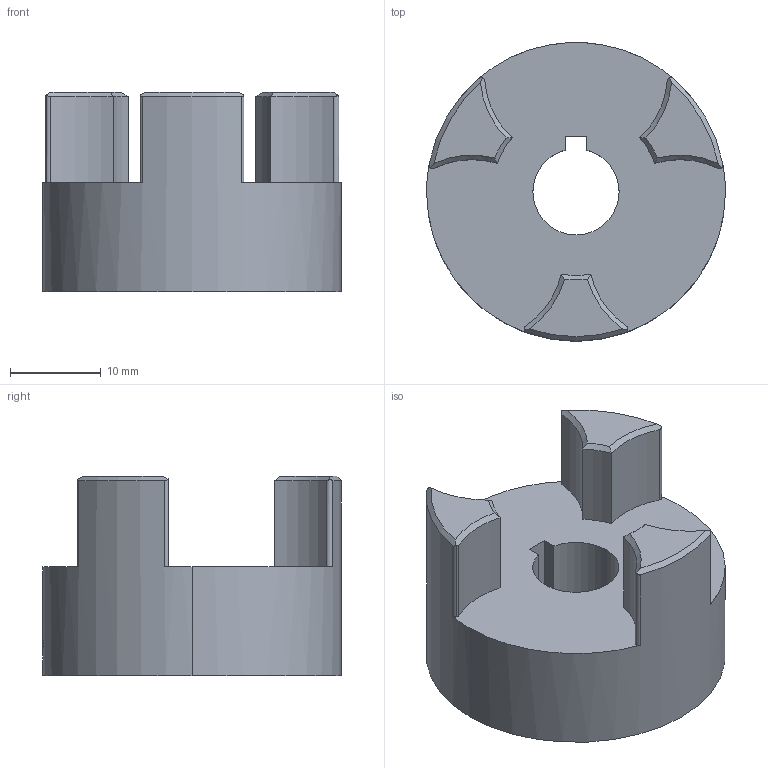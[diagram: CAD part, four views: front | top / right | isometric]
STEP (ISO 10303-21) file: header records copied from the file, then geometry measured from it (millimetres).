
FILE_DESCRIPTION (( 'STEP AP203' ), '1' );
FILE_NAME ('9939T102_Vibrate-Damping Precision Flexible Shaft Coupling.STEP', '2021-09-09T17:18:45', ( 'Administrator' ), ( 'Managed by Terraform' ), 'SwSTEP 2.0', 'SolidWorks 2017', '' );
FILE_SCHEMA (( 'CONFIG_CONTROL_DESIGN' ));
Length unit declared in the file: inch
Products named in the file (1): 9939T102_Vibrate-Damping Precision Flexible Shaft Coupling
Bounding box: 33.02 x 33.02 x 22 mm (x, y, z)
Volume: 10845.1 mm3; surface area: 4343.5 mm2
Topology: 2 solids, 2 shells, 113 faces, 306 edges, 197 vertices
Faces by surface type: cylinder 63, cone 25, plane 20, bspline 5
Entity records: 6076 total; most frequent: CARTESIAN_POINT 3450, ORIENTED_EDGE 612, DIRECTION 460, EDGE_CURVE 306, VERTEX_POINT 197, AXIS2_PLACEMENT_3D 180, EDGE_LOOP 117, FACE_OUTER_BOUND 113
